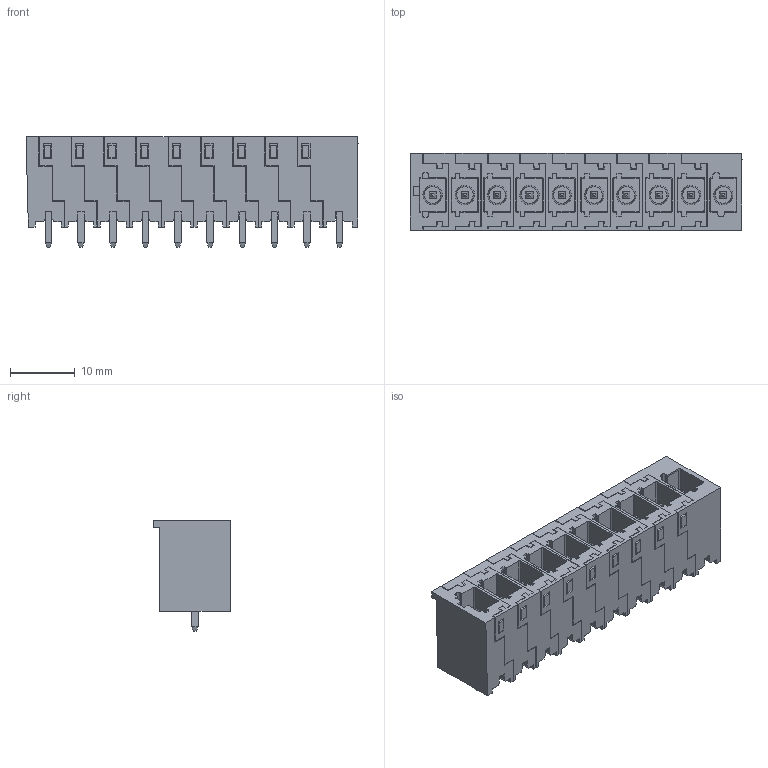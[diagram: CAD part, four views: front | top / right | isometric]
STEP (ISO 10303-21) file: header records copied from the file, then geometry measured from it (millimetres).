
FILE_DESCRIPTION(('CATIA V5 STEP Exchange','CAx-IF Rec.Pracs.--- Model Styling and Organization---1.4--- 2014-01-23'),'2;1');
FILE_NAME ('1328260-3_0_8000072456_8000072456.stp','2022-05-03T12:17:18+00:00',('none'),('Weidmueller'),'CATIA Version 5-6 Release 2016 SP3 HF44','CATIA V5 STEP AP214','none');
FILE_SCHEMA(('AUTOMOTIVE_DESIGN { 1 0 10303 214 1 1 1 1 }'));
Length unit declared in the file: millimetre
Products named in the file (1): 8000072456
Bounding box: 51.4 x 11.98 x 17.15 mm (x, y, z)
Volume: 5302.4 mm3; surface area: 10763.4 mm2
Topology: 20 solids, 20 shells, 1180 faces, 3233 edges, 2112 vertices
Faces by surface type: plane 1080, cylinder 80, cone 20
Entity records: 37439 total; most frequent: CARTESIAN_POINT 7586, ORIENTED_EDGE 6466, DIRECTION 5513, EDGE_CURVE 3233, VECTOR 3033, LINE 3033, VERTEX_POINT 2112, AXIS2_PLACEMENT_3D 1301
